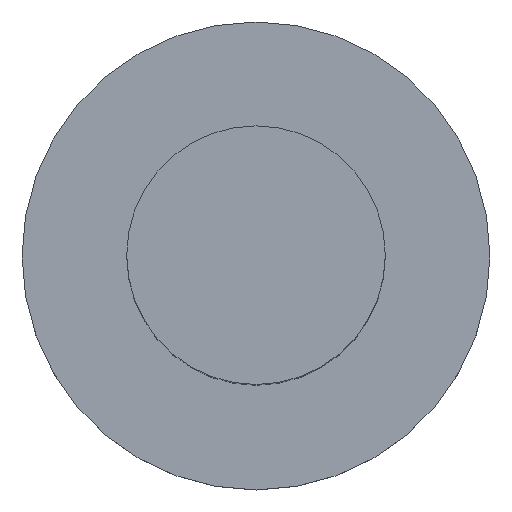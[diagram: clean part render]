
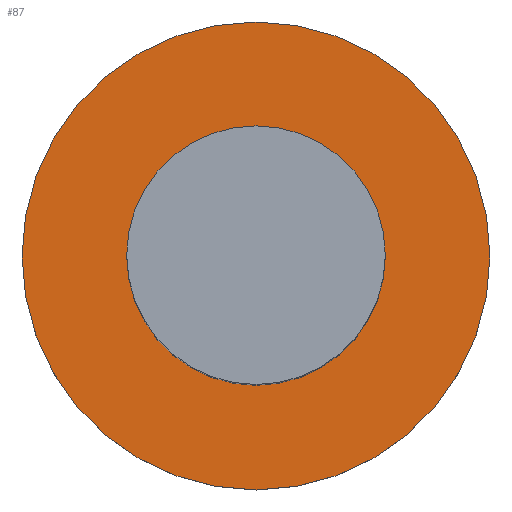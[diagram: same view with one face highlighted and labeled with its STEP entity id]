
A CAD part, top view. The second image highlights one B-rep face of the part: STEP entity #87.
In plain terms, the highlighted planar face has unit normal (0, 0, 1).
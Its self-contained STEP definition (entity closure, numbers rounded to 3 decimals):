
#15=FACE_BOUND('',#31,.T.);
#18=PLANE('',#119);
#23=FACE_OUTER_BOUND('',#30,.T.);
#30=EDGE_LOOP('',(#69));
#31=EDGE_LOOP('',(#70));
#45=CIRCLE('',#120,9.95);
#46=CIRCLE('',#121,5.5);
#51=VERTEX_POINT('',#168);
#52=VERTEX_POINT('',#170);
#58=EDGE_CURVE('',#51,#51,#45,.T.);
#59=EDGE_CURVE('',#52,#52,#46,.T.);
#69=ORIENTED_EDGE('',*,*,#58,.T.);
#70=ORIENTED_EDGE('',*,*,#59,.F.);
#87=ADVANCED_FACE('',(#23,#15),#18,.T.);
#119=AXIS2_PLACEMENT_3D('',#167,#139,#140);
#120=AXIS2_PLACEMENT_3D('',#169,#141,#142);
#121=AXIS2_PLACEMENT_3D('',#171,#143,#144);
#139=DIRECTION('center_axis',(0.,0.,1.));
#140=DIRECTION('ref_axis',(1.,0.,0.));
#141=DIRECTION('center_axis',(0.,0.,1.));
#142=DIRECTION('ref_axis',(1.,0.,0.));
#143=DIRECTION('center_axis',(0.,0.,1.));
#144=DIRECTION('ref_axis',(1.,0.,0.));
#167=CARTESIAN_POINT('Origin',(0.,0.,0.));
#168=CARTESIAN_POINT('',(-9.95,0.,0.));
#169=CARTESIAN_POINT('Origin',(0.,0.,0.));
#170=CARTESIAN_POINT('',(-5.5,0.,0.));
#171=CARTESIAN_POINT('Origin',(0.,0.,0.));
